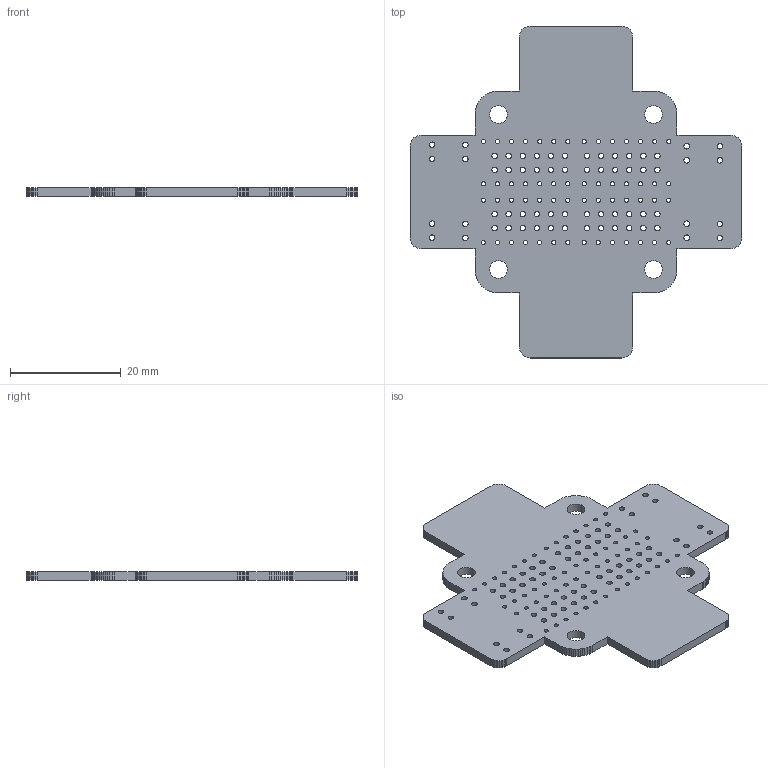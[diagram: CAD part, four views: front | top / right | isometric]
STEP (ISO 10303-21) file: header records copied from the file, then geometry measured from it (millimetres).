
FILE_DESCRIPTION(('KiCad electronic assembly'),'2;1');
FILE_NAME('Spider_Lower.step','2023-12-15T16:12:24',('Pcbnew'),('Kicad') ,'Open CASCADE STEP processor 7.6','KiCad to STEP converter','Unknown' );
FILE_SCHEMA(('AUTOMOTIVE_DESIGN { 1 0 10303 214 1 1 1 1 }'));
Length unit declared in the file: millimetre
Products named in the file (2): Spider_Lower 1; PCB
Assembly tree (1 placements, depth 2):
  Spider_Lower 1
    PCB
Bounding box: 60 x 60 x 1.58 mm (x, y, z)
Volume: 3421.1 mm3; surface area: 5280.3 mm2
Topology: 1 solids, 1 shells, 298 faces, 888 edges, 592 vertices
Faces by surface type: plane 174, cylinder 124
Full cylindrical faces by diameter (mm): 0.762 x56, 1 x64, 3.2 x4
Entity records: 22871 total; most frequent: CARTESIAN_POINT 5044, DIRECTION 3264, LINE 2168, VECTOR 2168, ORIENTED_EDGE 1776, PCURVE 1776, DEFINITIONAL_REPRESENTATION 1776, EDGE_CURVE 888
